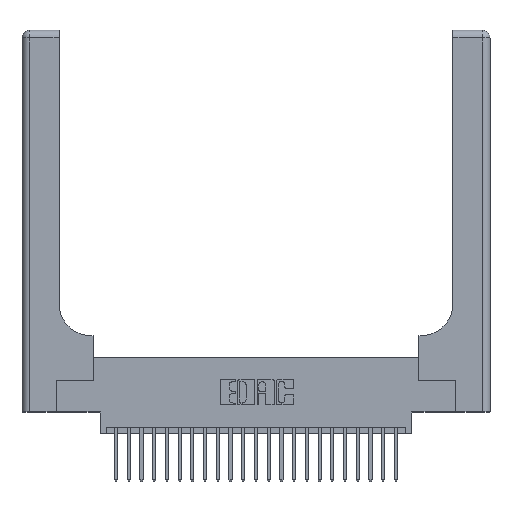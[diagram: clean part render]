
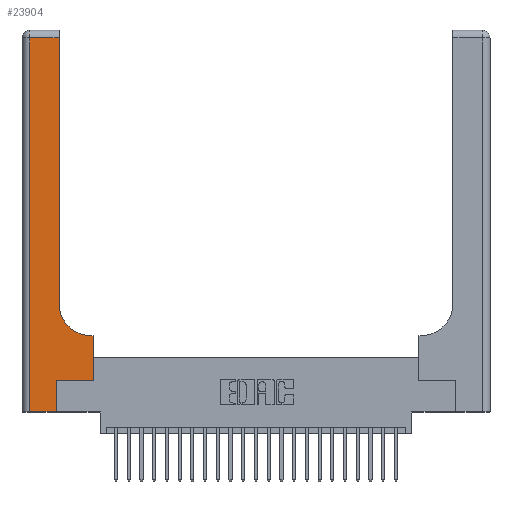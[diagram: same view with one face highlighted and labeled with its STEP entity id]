
A CAD part, top view. The second image highlights one B-rep face of the part: STEP entity #23904.
In plain terms, the highlighted planar face has unit normal (0, 0, 1).
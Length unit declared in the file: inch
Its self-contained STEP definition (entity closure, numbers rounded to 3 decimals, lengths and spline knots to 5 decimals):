
#440 = VECTOR ( 'NONE', #3562, 39.37008 ) ;
#515 = EDGE_CURVE ( 'NONE', #8606, #24719, #19779, .T. ) ;
#1106 = DIRECTION ( 'NONE',  ( 0., 0., -1. ) ) ;
#1624 = VECTOR ( 'NONE', #12342, 39.37008 ) ;
#1803 = VERTEX_POINT ( 'NONE', #17189 ) ;
#2121 = LINE ( 'NONE', #8986, #2752 ) ;
#2344 = CARTESIAN_POINT ( 'NONE',  ( 0.2915, 0.6, 0.37 ) ) ;
#2570 = EDGE_CURVE ( 'NONE', #18266, #23782, #20321, .T. ) ;
#2752 = VECTOR ( 'NONE', #20942, 39.37008 ) ;
#2904 = DIRECTION ( 'NONE',  ( 1., 0., 0. ) ) ;
#2940 = DIRECTION ( 'NONE',  ( 0., 0., -1. ) ) ;
#2990 = CARTESIAN_POINT ( 'NONE',  ( 0.5415, 0.85, 0.37 ) ) ;
#3037 = DIRECTION ( 'NONE',  ( 1., 0., 0. ) ) ;
#3562 = DIRECTION ( 'NONE',  ( -1., 0., 0. ) ) ;
#3563 = EDGE_CURVE ( 'NONE', #16623, #1803, #5792, .T. ) ;
#3972 = LINE ( 'NONE', #22528, #12248 ) ;
#4368 = ORIENTED_EDGE ( 'NONE', *, *, #19416, .T. ) ;
#4471 = EDGE_CURVE ( 'NONE', #14220, #14339, #6391, .T. ) ;
#4713 = ORIENTED_EDGE ( 'NONE', *, *, #9782, .T. ) ;
#5707 = ORIENTED_EDGE ( 'NONE', *, *, #4471, .T. ) ;
#5792 = LINE ( 'NONE', #13615, #440 ) ;
#6314 = ORIENTED_EDGE ( 'NONE', *, *, #10771, .T. ) ;
#6391 = LINE ( 'NONE', #10310, #1624 ) ;
#7881 = EDGE_CURVE ( 'NONE', #24719, #14220, #11138, .T. ) ;
#8606 = VERTEX_POINT ( 'NONE', #8948 ) ;
#8948 = CARTESIAN_POINT ( 'NONE',  ( 0.269, 0., 0.37 ) ) ;
#8986 = CARTESIAN_POINT ( 'NONE',  ( 0., 0., 0.37 ) ) ;
#9361 = DIRECTION ( 'NONE',  ( 0., 1., 0. ) ) ;
#9481 = CARTESIAN_POINT ( 'NONE',  ( 0.269, 0., 0.37 ) ) ;
#9568 = CARTESIAN_POINT ( 'NONE',  ( 0.2915, 3., 0.37 ) ) ;
#9782 = EDGE_CURVE ( 'NONE', #14369, #8606, #2121, .T. ) ;
#10310 = CARTESIAN_POINT ( 'NONE',  ( 0.5585, 0.25, 0.37 ) ) ;
#10630 = DIRECTION ( 'NONE',  ( 0., -1., 0. ) ) ;
#10771 = EDGE_CURVE ( 'NONE', #1803, #14369, #3972, .T. ) ;
#11106 = LINE ( 'NONE', #9568, #15799 ) ;
#11138 = LINE ( 'NONE', #17178, #20481 ) ;
#12248 = VECTOR ( 'NONE', #10630, 39.37008 ) ;
#12342 = DIRECTION ( 'NONE',  ( 0., 1., 0. ) ) ;
#13126 = EDGE_CURVE ( 'NONE', #14339, #18266, #21349, .T. ) ;
#13250 = PLANE ( 'NONE',  #23214 ) ;
#13615 = CARTESIAN_POINT ( 'NONE',  ( 0., 2.94, 0.37 ) ) ;
#13634 = DIRECTION ( 'NONE',  ( 0., 1., 0. ) ) ;
#13646 = ORIENTED_EDGE ( 'NONE', *, *, #7881, .T. ) ;
#13877 = VECTOR ( 'NONE', #9361, 39.37008 ) ;
#14220 = VERTEX_POINT ( 'NONE', #25963 ) ;
#14339 = VERTEX_POINT ( 'NONE', #16877 ) ;
#14369 = VERTEX_POINT ( 'NONE', #14980 ) ;
#14980 = CARTESIAN_POINT ( 'NONE',  ( 0.06, 0., 0.37 ) ) ;
#15254 = DIRECTION ( 'NONE',  ( -1., 0., 0. ) ) ;
#15760 = CARTESIAN_POINT ( 'NONE',  ( 0.5415, 0.6, 0.37 ) ) ;
#15799 = VECTOR ( 'NONE', #13634, 39.37008 ) ;
#16004 = AXIS2_PLACEMENT_3D ( 'NONE', #2990, #2940, #2904 ) ;
#16102 = VECTOR ( 'NONE', #20484, 39.37008 ) ;
#16187 = ORIENTED_EDGE ( 'NONE', *, *, #2570, .T. ) ;
#16623 = VERTEX_POINT ( 'NONE', #24131 ) ;
#16877 = CARTESIAN_POINT ( 'NONE',  ( 0.5585, 0.6, 0.37 ) ) ;
#16911 = CARTESIAN_POINT ( 'NONE',  ( 0.2915, 0.85, 0.37 ) ) ;
#17178 = CARTESIAN_POINT ( 'NONE',  ( 0.269, 0.25, 0.37 ) ) ;
#17189 = CARTESIAN_POINT ( 'NONE',  ( 0.06, 2.94, 0.37 ) ) ;
#18266 = VERTEX_POINT ( 'NONE', #15760 ) ;
#19416 = EDGE_CURVE ( 'NONE', #23782, #16623, #11106, .T. ) ;
#19779 = LINE ( 'NONE', #9481, #13877 ) ;
#20195 = ORIENTED_EDGE ( 'NONE', *, *, #13126, .T. ) ;
#20321 = CIRCLE ( 'NONE', #16004, 0.25 ) ;
#20481 = VECTOR ( 'NONE', #3037, 39.37008 ) ;
#20484 = DIRECTION ( 'NONE',  ( -1., 0., 0. ) ) ;
#20507 = EDGE_LOOP ( 'NONE', ( #4368, #22585, #6314, #4713, #23234, #13646, #5707, #20195, #16187 ) ) ;
#20942 = DIRECTION ( 'NONE',  ( 1., 0., 0. ) ) ;
#21162 = FACE_OUTER_BOUND ( 'NONE', #20507, .T. ) ;
#21349 = LINE ( 'NONE', #2344, #16102 ) ;
#22528 = CARTESIAN_POINT ( 'NONE',  ( 0.06, 3., 0.37 ) ) ;
#22585 = ORIENTED_EDGE ( 'NONE', *, *, #3563, .T. ) ;
#23042 = CARTESIAN_POINT ( 'NONE',  ( 0., 3., 0.37 ) ) ;
#23214 = AXIS2_PLACEMENT_3D ( 'NONE', #23042, #1106, #15254 ) ;
#23234 = ORIENTED_EDGE ( 'NONE', *, *, #515, .T. ) ;
#23708 = CARTESIAN_POINT ( 'NONE',  ( 0.269, 0.25, 0.37 ) ) ;
#23782 = VERTEX_POINT ( 'NONE', #16911 ) ;
#23904 = ADVANCED_FACE ( 'NONE', ( #21162 ), #13250, .F. ) ;
#24131 = CARTESIAN_POINT ( 'NONE',  ( 0.2915, 2.94, 0.37 ) ) ;
#24719 = VERTEX_POINT ( 'NONE', #23708 ) ;
#25963 = CARTESIAN_POINT ( 'NONE',  ( 0.5585, 0.25, 0.37 ) ) ;
